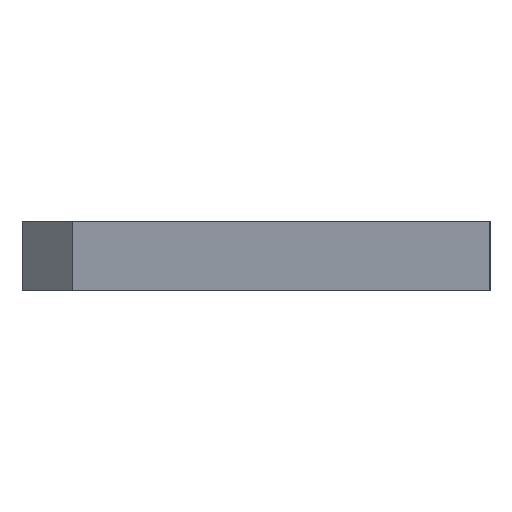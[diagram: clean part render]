
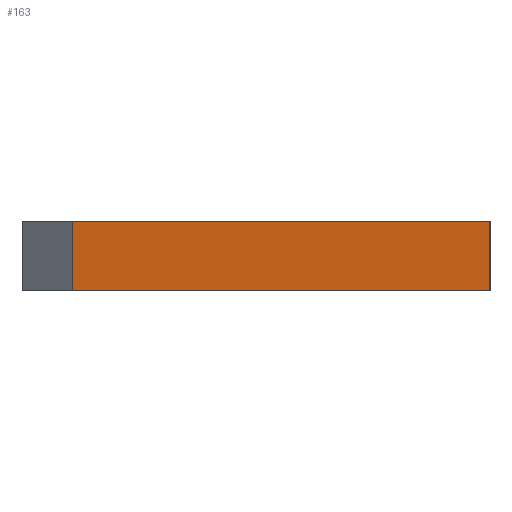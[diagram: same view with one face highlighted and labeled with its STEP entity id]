
A CAD part, left-side view. The second image highlights one B-rep face of the part: STEP entity #163.
In plain terms, the highlighted planar face has unit normal (-0.5, -0.866, 0).
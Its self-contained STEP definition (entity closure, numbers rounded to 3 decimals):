
#17=FACE_OUTER_BOUND('',#26,.T.);
#26=EDGE_LOOP('',(#118,#119,#120,#121));
#40=LINE('',#241,#61);
#41=LINE('',#243,#62);
#42=LINE('',#245,#63);
#43=LINE('',#246,#64);
#61=VECTOR('',#196,10.);
#62=VECTOR('',#197,10.);
#63=VECTOR('',#198,10.);
#64=VECTOR('',#199,10.);
#81=VERTEX_POINT('',#239);
#82=VERTEX_POINT('',#240);
#83=VERTEX_POINT('',#242);
#84=VERTEX_POINT('',#244);
#96=EDGE_CURVE('',#81,#82,#40,.T.);
#97=EDGE_CURVE('',#83,#81,#41,.F.);
#98=EDGE_CURVE('',#84,#83,#42,.T.);
#99=EDGE_CURVE('',#84,#82,#43,.F.);
#118=ORIENTED_EDGE('',*,*,#96,.F.);
#119=ORIENTED_EDGE('',*,*,#97,.F.);
#120=ORIENTED_EDGE('',*,*,#98,.F.);
#121=ORIENTED_EDGE('',*,*,#99,.T.);
#154=PLANE('',#174);
#163=ADVANCED_FACE('',(#17),#154,.T.);
#174=AXIS2_PLACEMENT_3D('',#238,#194,#195);
#194=DIRECTION('center_axis',(-0.5,-0.866,0.));
#195=DIRECTION('ref_axis',(-0.866,0.5,0.));
#196=DIRECTION('',(0.,0.,1.));
#197=DIRECTION('',(0.866,-0.5,0.));
#198=DIRECTION('',(0.,0.,-1.));
#199=DIRECTION('',(0.866,-0.5,0.));
#238=CARTESIAN_POINT('Origin',(-123.897,-447.598,1920.));
#239=CARTESIAN_POINT('',(-328.971,-329.175,1900.));
#240=CARTESIAN_POINT('',(-328.971,-329.175,1920.));
#241=CARTESIAN_POINT('',(-328.971,-329.175,1915.));
#242=CARTESIAN_POINT('',(-120.417,-449.607,1900.));
#243=CARTESIAN_POINT('',(-174.294,-418.495,1900.));
#244=CARTESIAN_POINT('',(-120.417,-449.607,1920.));
#245=CARTESIAN_POINT('',(-120.417,-449.607,1920.));
#246=CARTESIAN_POINT('',(-174.294,-418.495,1920.));
